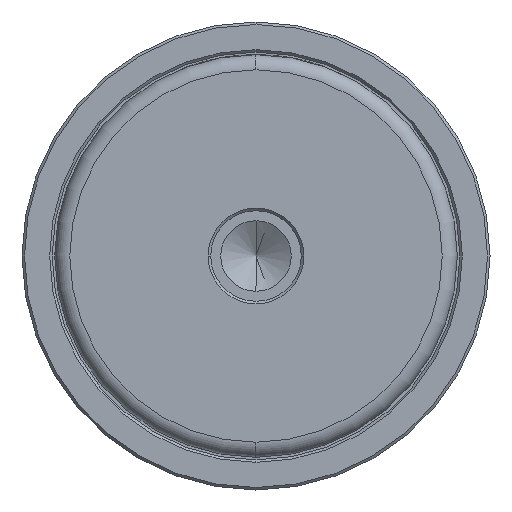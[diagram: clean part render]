
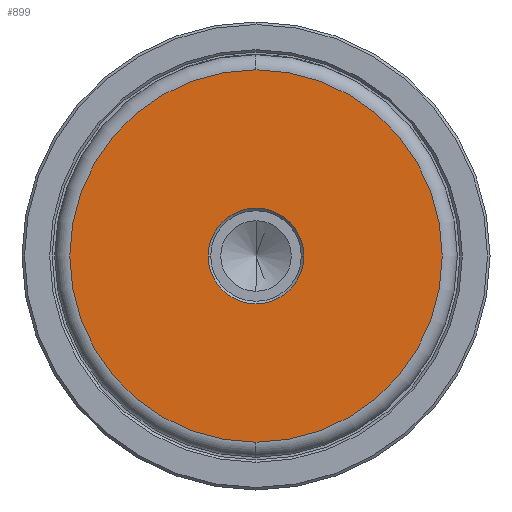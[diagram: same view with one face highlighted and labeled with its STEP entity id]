
A CAD part, left-side view. The second image highlights one B-rep face of the part: STEP entity #899.
In plain terms, the highlighted planar face has unit normal (-1, 0, 0).
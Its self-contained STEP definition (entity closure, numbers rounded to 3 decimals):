
#86 = ORIENTED_EDGE ( 'NONE', *, *, #2671, .T. ) ;
#117 = ORIENTED_EDGE ( 'NONE', *, *, #2586, .T. ) ;
#128 = DIRECTION ( 'NONE',  ( -1., 0., 0. ) ) ;
#212 = CIRCLE ( 'NONE', #294, 9.5 ) ;
#294 = AXIS2_PLACEMENT_3D ( 'NONE', #398, #1879, #615 ) ;
#330 = DIRECTION ( 'NONE',  ( 1., 0., 0. ) ) ;
#334 = VERTEX_POINT ( 'NONE', #2274 ) ;
#398 = CARTESIAN_POINT ( 'NONE',  ( 0., 0., 0. ) ) ;
#481 = CARTESIAN_POINT ( 'NONE',  ( 0., 9.5, 0. ) ) ;
#495 = FACE_BOUND ( 'NONE', #1051, .T. ) ;
#600 = AXIS2_PLACEMENT_3D ( 'NONE', #1602, #330, #1808 ) ;
#615 = DIRECTION ( 'NONE',  ( 0., 0., 1. ) ) ;
#695 = CARTESIAN_POINT ( 'NONE',  ( 0., 0., 0. ) ) ;
#705 = VERTEX_POINT ( 'NONE', #2470 ) ;
#810 = CARTESIAN_POINT ( 'NONE',  ( 0., 0., 0. ) ) ;
#899 = ADVANCED_FACE ( 'NONE', ( #495, #2037 ), #1965, .T. ) ;
#1026 = DIRECTION ( 'NONE',  ( 0., 0., 1. ) ) ;
#1051 = EDGE_LOOP ( 'NONE', ( #2086, #86 ) ) ;
#1118 = DIRECTION ( 'NONE',  ( 0., 0., 1. ) ) ;
#1345 = VERTEX_POINT ( 'NONE', #481 ) ;
#1378 = CARTESIAN_POINT ( 'NONE',  ( 0., 0., 0. ) ) ;
#1521 = EDGE_CURVE ( 'NONE', #705, #2537, #2181, .T. ) ;
#1597 = AXIS2_PLACEMENT_3D ( 'NONE', #695, #2362, #1118 ) ;
#1602 = CARTESIAN_POINT ( 'NONE',  ( 0., 0., 0. ) ) ;
#1603 = DIRECTION ( 'NONE',  ( 0., 0., 1. ) ) ;
#1776 = AXIS2_PLACEMENT_3D ( 'NONE', #810, #2278, #1026 ) ;
#1799 = EDGE_CURVE ( 'NONE', #334, #1345, #2621, .T. ) ;
#1808 = DIRECTION ( 'NONE',  ( 0., 0., 1. ) ) ;
#1879 = DIRECTION ( 'NONE',  ( 1., 0., 0. ) ) ;
#1965 = PLANE ( 'NONE',  #1597 ) ;
#1979 = CIRCLE ( 'NONE', #1776, 36.997 ) ;
#2037 = FACE_OUTER_BOUND ( 'NONE', #2291, .T. ) ;
#2039 = CARTESIAN_POINT ( 'NONE',  ( 0., 0., 36.997 ) ) ;
#2086 = ORIENTED_EDGE ( 'NONE', *, *, #1799, .T. ) ;
#2181 = CIRCLE ( 'NONE', #2599, 36.997 ) ;
#2274 = CARTESIAN_POINT ( 'NONE',  ( 0., -9.5, 0. ) ) ;
#2278 = DIRECTION ( 'NONE',  ( -1., 0., 0. ) ) ;
#2291 = EDGE_LOOP ( 'NONE', ( #117, #2307 ) ) ;
#2307 = ORIENTED_EDGE ( 'NONE', *, *, #1521, .T. ) ;
#2362 = DIRECTION ( 'NONE',  ( -1., 0., 0. ) ) ;
#2470 = CARTESIAN_POINT ( 'NONE',  ( 0., 0., -36.997 ) ) ;
#2537 = VERTEX_POINT ( 'NONE', #2039 ) ;
#2586 = EDGE_CURVE ( 'NONE', #2537, #705, #1979, .T. ) ;
#2599 = AXIS2_PLACEMENT_3D ( 'NONE', #1378, #128, #1603 ) ;
#2621 = CIRCLE ( 'NONE', #600, 9.5 ) ;
#2671 = EDGE_CURVE ( 'NONE', #1345, #334, #212, .T. ) ;
